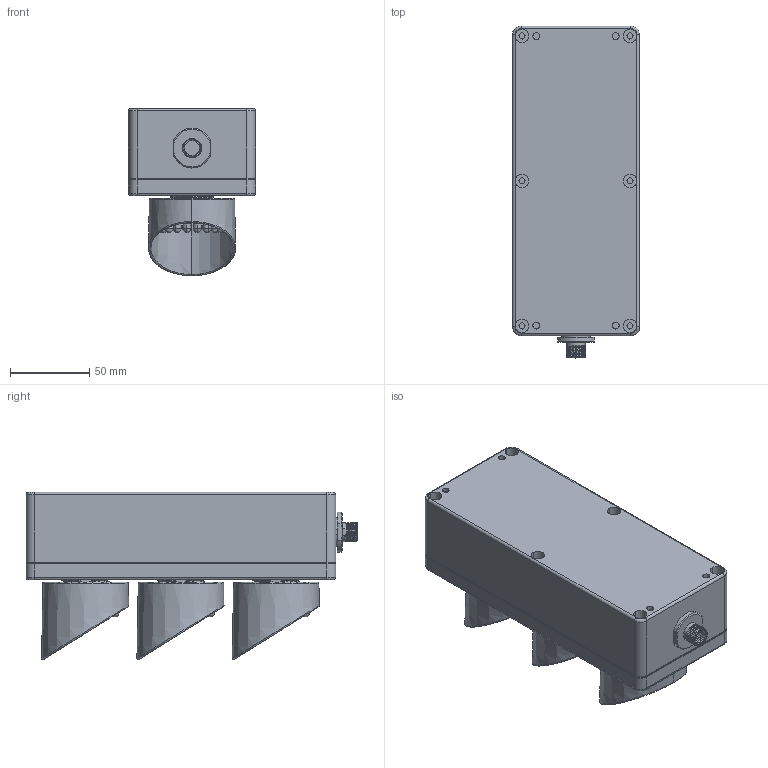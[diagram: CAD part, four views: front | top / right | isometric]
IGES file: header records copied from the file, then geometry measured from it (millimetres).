
Start section:  PTC IGES file: 151177.igs
Global section: file name: 151177.igs; native system: Pro/ENGINEER by Parametric Technology Corporation; preprocessor: 2009141; author: banengservice; organization: Unknown; date: 20100329.081854; units: inch
Bounding box: 80 x 208.95 x 105.36 mm (x, y, z)
Volume: 271472.2 mm3; surface area: 239281.1 mm2
Topology: 8 solids, 14 shells, 3511 faces, 9635 edges, 6132 vertices
Faces by surface type: bspline 2224, revolution 1287
